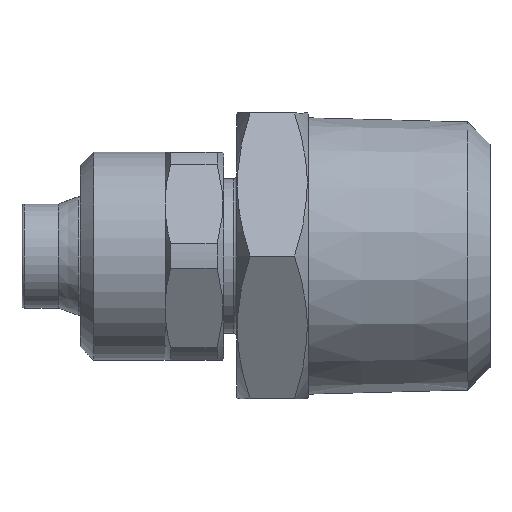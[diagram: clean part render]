
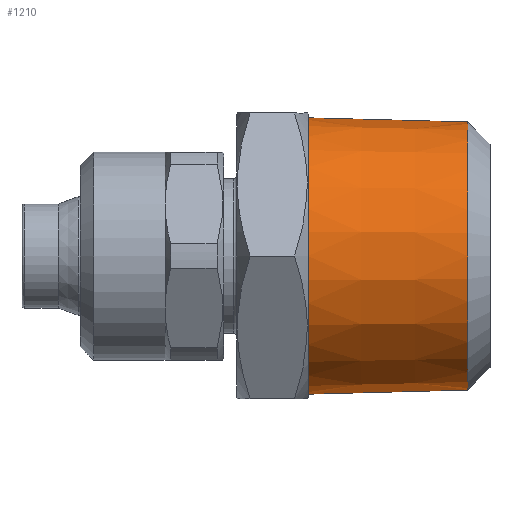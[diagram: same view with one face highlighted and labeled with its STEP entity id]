
A CAD part, left-side view. The second image highlights one B-rep face of the part: STEP entity #1210.
In plain terms, the highlighted conical face has half-angle 1.47 degrees and reference radius 10.626 mm.
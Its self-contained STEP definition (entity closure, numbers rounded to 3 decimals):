
#75 = CONICAL_SURFACE ( 'NONE', #80, 10.626, 0.026 ) ;
#80 = AXIS2_PLACEMENT_3D ( 'NONE', #989, #984, #982 ) ;
#81 = VECTOR ( 'NONE', #590, 1000. ) ;
#97 = VECTOR ( 'NONE', #579, 1000. ) ;
#515 = AXIS2_PLACEMENT_3D ( 'NONE', #1705, #1704, #1703 ) ;
#516 = AXIS2_PLACEMENT_3D ( 'NONE', #1710, #1709, #1706 ) ;
#523 = CIRCLE ( 'NONE', #516, 10.311 ) ;
#530 = CIRCLE ( 'NONE', #515, 10.626 ) ;
#579 = DIRECTION ( 'NONE',  ( 0., 1., 0.026 ) ) ;
#580 = CARTESIAN_POINT ( 'NONE',  ( 0., 14., 10.626 ) ) ;
#590 = DIRECTION ( 'NONE',  ( 0., 1., -0.026 ) ) ;
#591 = CARTESIAN_POINT ( 'NONE',  ( 0., 14., -10.626 ) ) ;
#982 = DIRECTION ( 'NONE',  ( 0., 0., 1. ) ) ;
#984 = DIRECTION ( 'NONE',  ( 0., 1., 0. ) ) ;
#989 = CARTESIAN_POINT ( 'NONE',  ( 0., 14., 0. ) ) ;
#1195 = EDGE_CURVE ( 'NONE', #2011, #2013, #2162, .T. ) ;
#1198 = EDGE_CURVE ( 'NONE', #1935, #1945, #2159, .T. ) ;
#1210 = ADVANCED_FACE ( 'NONE', ( #2148 ), #75, .T. ) ;
#1350 = EDGE_CURVE ( 'NONE', #1935, #2011, #523, .T. ) ;
#1351 = EDGE_CURVE ( 'NONE', #1945, #2013, #530, .T. ) ;
#1441 = EDGE_LOOP ( 'NONE', ( #1993, #1999, #2004, #1990 ) ) ;
#1611 = CARTESIAN_POINT ( 'NONE',  ( 0., 14., -10.626 ) ) ;
#1612 = CARTESIAN_POINT ( 'NONE',  ( 0., 1.7, -10.311 ) ) ;
#1635 = CARTESIAN_POINT ( 'NONE',  ( 0., 14., 10.626 ) ) ;
#1642 = CARTESIAN_POINT ( 'NONE',  ( 0., 1.7, 10.311 ) ) ;
#1703 = DIRECTION ( 'NONE',  ( 0., 0., -1. ) ) ;
#1704 = DIRECTION ( 'NONE',  ( 0., -1., 0. ) ) ;
#1705 = CARTESIAN_POINT ( 'NONE',  ( 0., 14., 0. ) ) ;
#1706 = DIRECTION ( 'NONE',  ( 0., 0., -1. ) ) ;
#1709 = DIRECTION ( 'NONE',  ( 0., -1., 0. ) ) ;
#1710 = CARTESIAN_POINT ( 'NONE',  ( 0., 1.7, 0. ) ) ;
#1935 = VERTEX_POINT ( 'NONE', #1642 ) ;
#1945 = VERTEX_POINT ( 'NONE', #1635 ) ;
#1990 = ORIENTED_EDGE ( 'NONE', *, *, #1351, .T. ) ;
#1993 = ORIENTED_EDGE ( 'NONE', *, *, #1195, .F. ) ;
#1999 = ORIENTED_EDGE ( 'NONE', *, *, #1350, .F. ) ;
#2004 = ORIENTED_EDGE ( 'NONE', *, *, #1198, .T. ) ;
#2011 = VERTEX_POINT ( 'NONE', #1612 ) ;
#2013 = VERTEX_POINT ( 'NONE', #1611 ) ;
#2148 = FACE_OUTER_BOUND ( 'NONE', #1441, .T. ) ;
#2159 = LINE ( 'NONE', #580, #97 ) ;
#2162 = LINE ( 'NONE', #591, #81 ) ;
